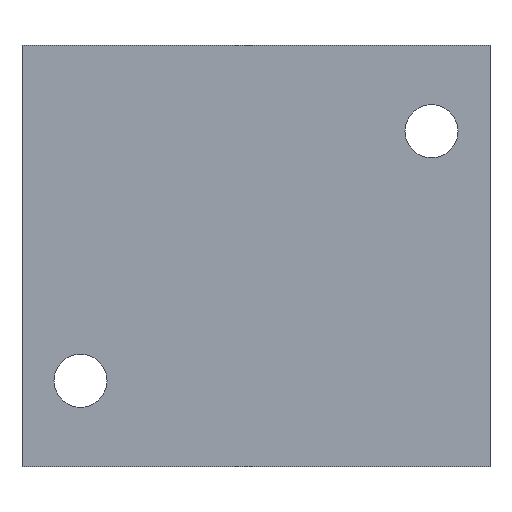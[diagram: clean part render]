
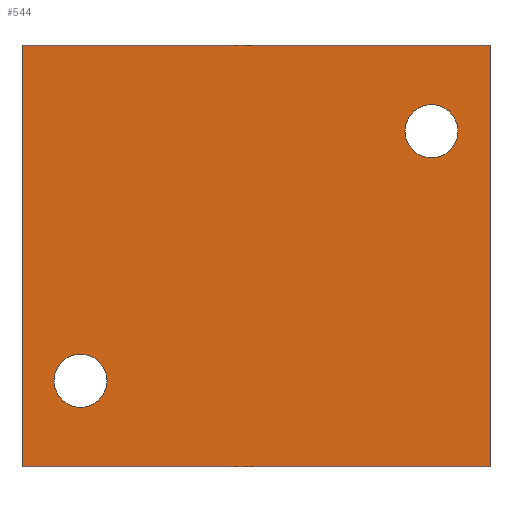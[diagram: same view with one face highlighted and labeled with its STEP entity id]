
A CAD part, front view. The second image highlights one B-rep face of the part: STEP entity #544.
In plain terms, the highlighted planar face has unit normal (0, -1, 0).
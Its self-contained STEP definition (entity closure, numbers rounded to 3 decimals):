
#1 = VERTEX_POINT ( 'NONE', #449 ) ;
#8 = DIRECTION ( 'NONE',  ( 1., 0., 0. ) ) ;
#26 = CARTESIAN_POINT ( 'NONE',  ( 30., -25., 27. ) ) ;
#66 = ORIENTED_EDGE ( 'NONE', *, *, #661, .F. ) ;
#68 = CARTESIAN_POINT ( 'NONE',  ( -30., -25., -27. ) ) ;
#83 = ORIENTED_EDGE ( 'NONE', *, *, #1155, .T. ) ;
#87 = EDGE_CURVE ( 'NONE', #171, #683, #100, .T. ) ;
#100 = LINE ( 'NONE', #1186, #1245 ) ;
#105 = DIRECTION ( 'NONE',  ( 0., 0., -1. ) ) ;
#113 = VECTOR ( 'NONE', #1109, 1000. ) ;
#127 = VERTEX_POINT ( 'NONE', #492 ) ;
#133 = CARTESIAN_POINT ( 'NONE',  ( 22.5, -25., 19.4 ) ) ;
#138 = CIRCLE ( 'NONE', #945, 3.4 ) ;
#171 = VERTEX_POINT ( 'NONE', #26 ) ;
#211 = EDGE_CURVE ( 'NONE', #127, #1034, #987, .T. ) ;
#212 = DIRECTION ( 'NONE',  ( 0., 1., 0. ) ) ;
#228 = DIRECTION ( 'NONE',  ( 0., -1., 0. ) ) ;
#259 = LINE ( 'NONE', #1370, #716 ) ;
#322 = DIRECTION ( 'NONE',  ( 0., 0., -1. ) ) ;
#335 = DIRECTION ( 'NONE',  ( 0., -1., 0. ) ) ;
#378 = AXIS2_PLACEMENT_3D ( 'NONE', #1381, #523, #529 ) ;
#435 = CARTESIAN_POINT ( 'NONE',  ( -22.5, -25., -19.4 ) ) ;
#446 = VERTEX_POINT ( 'NONE', #946 ) ;
#449 = CARTESIAN_POINT ( 'NONE',  ( -22.5, -25., -12.6 ) ) ;
#492 = CARTESIAN_POINT ( 'NONE',  ( 22.5, -25., 12.6 ) ) ;
#523 = DIRECTION ( 'NONE',  ( 0., -1., 0. ) ) ;
#529 = DIRECTION ( 'NONE',  ( 0., 0., -1. ) ) ;
#544 = ADVANCED_FACE ( 'NONE', ( #1195, #549, #1437 ), #545, .F. ) ;
#545 = PLANE ( 'NONE',  #1435 ) ;
#549 = FACE_BOUND ( 'NONE', #804, .T. ) ;
#558 = CARTESIAN_POINT ( 'NONE',  ( -22.5, -25., -16. ) ) ;
#561 = CARTESIAN_POINT ( 'NONE',  ( -22.5, -25., -16. ) ) ;
#567 = CARTESIAN_POINT ( 'NONE',  ( 30., -25., -27. ) ) ;
#589 = ORIENTED_EDGE ( 'NONE', *, *, #1343, .F. ) ;
#651 = AXIS2_PLACEMENT_3D ( 'NONE', #561, #228, #885 ) ;
#661 = EDGE_CURVE ( 'NONE', #918, #1, #970, .T. ) ;
#683 = VERTEX_POINT ( 'NONE', #567 ) ;
#702 = ORIENTED_EDGE ( 'NONE', *, *, #1043, .F. ) ;
#716 = VECTOR ( 'NONE', #8, 1000. ) ;
#736 = AXIS2_PLACEMENT_3D ( 'NONE', #866, #1188, #322 ) ;
#789 = EDGE_LOOP ( 'NONE', ( #1289, #589 ) ) ;
#804 = EDGE_LOOP ( 'NONE', ( #66, #1349 ) ) ;
#822 = EDGE_CURVE ( 'NONE', #1, #918, #138, .T. ) ;
#831 = EDGE_CURVE ( 'NONE', #446, #1142, #993, .T. ) ;
#862 = ORIENTED_EDGE ( 'NONE', *, *, #831, .T. ) ;
#866 = CARTESIAN_POINT ( 'NONE',  ( 22.5, -25., 16. ) ) ;
#885 = DIRECTION ( 'NONE',  ( 0., 0., -1. ) ) ;
#918 = VERTEX_POINT ( 'NONE', #435 ) ;
#945 = AXIS2_PLACEMENT_3D ( 'NONE', #558, #335, #105 ) ;
#946 = CARTESIAN_POINT ( 'NONE',  ( -30., -25., 27. ) ) ;
#958 = DIRECTION ( 'NONE',  ( 1., 0., 0. ) ) ;
#970 = CIRCLE ( 'NONE', #651, 3.4 ) ;
#971 = CARTESIAN_POINT ( 'NONE',  ( -30., -25., 27. ) ) ;
#987 = CIRCLE ( 'NONE', #378, 3.4 ) ;
#993 = LINE ( 'NONE', #1439, #113 ) ;
#1034 = VERTEX_POINT ( 'NONE', #133 ) ;
#1043 = EDGE_CURVE ( 'NONE', #446, #171, #259, .T. ) ;
#1078 = DIRECTION ( 'NONE',  ( 0., 0., -1. ) ) ;
#1084 = LINE ( 'NONE', #1185, #1414 ) ;
#1109 = DIRECTION ( 'NONE',  ( 0., 0., -1. ) ) ;
#1142 = VERTEX_POINT ( 'NONE', #68 ) ;
#1155 = EDGE_CURVE ( 'NONE', #1142, #683, #1084, .T. ) ;
#1184 = ORIENTED_EDGE ( 'NONE', *, *, #87, .F. ) ;
#1185 = CARTESIAN_POINT ( 'NONE',  ( -30., -25., -27. ) ) ;
#1186 = CARTESIAN_POINT ( 'NONE',  ( 30., -25., 27. ) ) ;
#1188 = DIRECTION ( 'NONE',  ( 0., -1., 0. ) ) ;
#1195 = FACE_BOUND ( 'NONE', #789, .T. ) ;
#1235 = EDGE_LOOP ( 'NONE', ( #83, #1184, #702, #862 ) ) ;
#1245 = VECTOR ( 'NONE', #1078, 1000. ) ;
#1289 = ORIENTED_EDGE ( 'NONE', *, *, #211, .F. ) ;
#1293 = CIRCLE ( 'NONE', #736, 3.4 ) ;
#1343 = EDGE_CURVE ( 'NONE', #1034, #127, #1293, .T. ) ;
#1349 = ORIENTED_EDGE ( 'NONE', *, *, #822, .F. ) ;
#1370 = CARTESIAN_POINT ( 'NONE',  ( -30., -25., 27. ) ) ;
#1381 = CARTESIAN_POINT ( 'NONE',  ( 22.5, -25., 16. ) ) ;
#1414 = VECTOR ( 'NONE', #958, 1000. ) ;
#1418 = DIRECTION ( 'NONE',  ( 0., 0., 1. ) ) ;
#1435 = AXIS2_PLACEMENT_3D ( 'NONE', #971, #212, #1418 ) ;
#1437 = FACE_OUTER_BOUND ( 'NONE', #1235, .T. ) ;
#1439 = CARTESIAN_POINT ( 'NONE',  ( -30., -25., 27. ) ) ;
